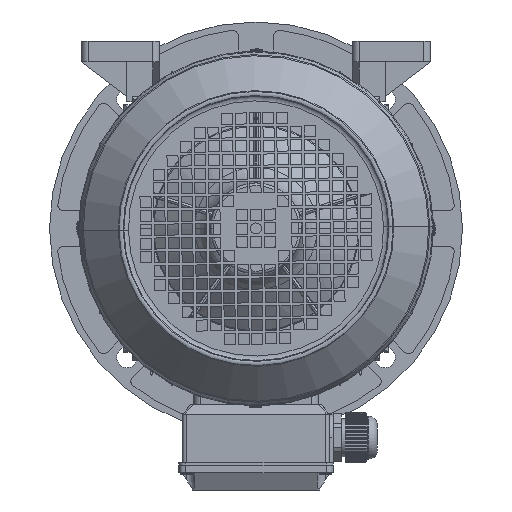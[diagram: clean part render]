
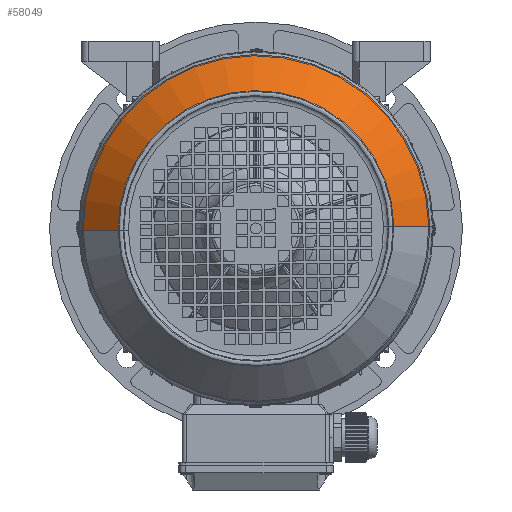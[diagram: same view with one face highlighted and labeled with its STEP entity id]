
A CAD part, front view. The second image highlights one B-rep face of the part: STEP entity #58049.
In plain terms, the highlighted conical face has half-angle 43.986 degrees and reference radius 126.3 mm.
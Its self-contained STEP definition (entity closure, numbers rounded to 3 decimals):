
#57970 = VERTEX_POINT ( 'NONE', #88502 ) ;
#57971 = ORIENTED_EDGE ( 'NONE', *, *, #57972, .F. ) ;
#57972 = EDGE_CURVE ( 'NONE', #57973, #57970, #88501, .T. ) ;
#57973 = VERTEX_POINT ( 'NONE', #88496 ) ;
#57974 = ORIENTED_EDGE ( 'NONE', *, *, #57975, .F. ) ;
#57975 = EDGE_CURVE ( 'NONE', #57991, #57973, #88495, .T. ) ;
#57988 = VERTEX_POINT ( 'NONE', #88529 ) ;
#57990 = EDGE_CURVE ( 'NONE', #57991, #57988, #88528, .T. ) ;
#57991 = VERTEX_POINT ( 'NONE', #88523 ) ;
#57994 = EDGE_LOOP ( 'NONE', ( #58050, #58051, #57971, #57974 ) ) ;
#58049 = ADVANCED_FACE ( 'NONE', ( #88650 ), #88648, .T. ) ;
#58050 = ORIENTED_EDGE ( 'NONE', *, *, #57990, .T. ) ;
#58051 = ORIENTED_EDGE ( 'NONE', *, *, #58052, .T. ) ;
#58052 = EDGE_CURVE ( 'NONE', #57988, #57970, #88644, .T. ) ;
#88492 = DIRECTION ( 'NONE',  ( -0.694, 0., -0.72 ) ) ;
#88493 = VECTOR ( 'NONE', #88492, 1000. ) ;
#88494 = CARTESIAN_POINT ( 'NONE',  ( -126.3, 0., 28.5 ) ) ;
#88495 = LINE ( 'NONE', #88494, #88493 ) ;
#88496 = CARTESIAN_POINT ( 'NONE',  ( -126.3, 0., 28.5 ) ) ;
#88497 = DIRECTION ( 'NONE',  ( -1., 0., 0. ) ) ;
#88498 = DIRECTION ( 'NONE',  ( 0., 0., -1. ) ) ;
#88499 = CARTESIAN_POINT ( 'NONE',  ( 0., 0., 28.5 ) ) ;
#88500 = AXIS2_PLACEMENT_3D ( 'NONE', #88499, #88498, #88497 ) ;
#88501 = CIRCLE ( 'NONE', #88500, 126.3 ) ;
#88502 = CARTESIAN_POINT ( 'NONE',  ( 126.3, 0., 28.5 ) ) ;
#88523 = CARTESIAN_POINT ( 'NONE',  ( -100.159, 0., 55.583 ) ) ;
#88524 = DIRECTION ( 'NONE',  ( -1., 0., 0. ) ) ;
#88525 = DIRECTION ( 'NONE',  ( 0., 0., -1. ) ) ;
#88526 = CARTESIAN_POINT ( 'NONE',  ( 0., 0., 55.583 ) ) ;
#88527 = AXIS2_PLACEMENT_3D ( 'NONE', #88526, #88525, #88524 ) ;
#88528 = CIRCLE ( 'NONE', #88527, 100.159 ) ;
#88529 = CARTESIAN_POINT ( 'NONE',  ( 100.159, 0., 55.583 ) ) ;
#88642 = VECTOR ( 'NONE', #88703, 1000. ) ;
#88643 = CARTESIAN_POINT ( 'NONE',  ( 126.3, 0., 28.5 ) ) ;
#88644 = LINE ( 'NONE', #88643, #88642 ) ;
#88645 = DIRECTION ( 'NONE',  ( -1., 0., 0. ) ) ;
#88646 = DIRECTION ( 'NONE',  ( 0., 0., -1. ) ) ;
#88647 = AXIS2_PLACEMENT_3D ( 'NONE', #88649, #88646, #88645 ) ;
#88648 = CONICAL_SURFACE ( 'NONE', #88647, 126.3, 0.768 ) ;
#88649 = CARTESIAN_POINT ( 'NONE',  ( 0., 0., 28.5 ) ) ;
#88650 = FACE_OUTER_BOUND ( 'NONE', #57994, .T. ) ;
#88703 = DIRECTION ( 'NONE',  ( 0.694, 0., -0.72 ) ) ;
